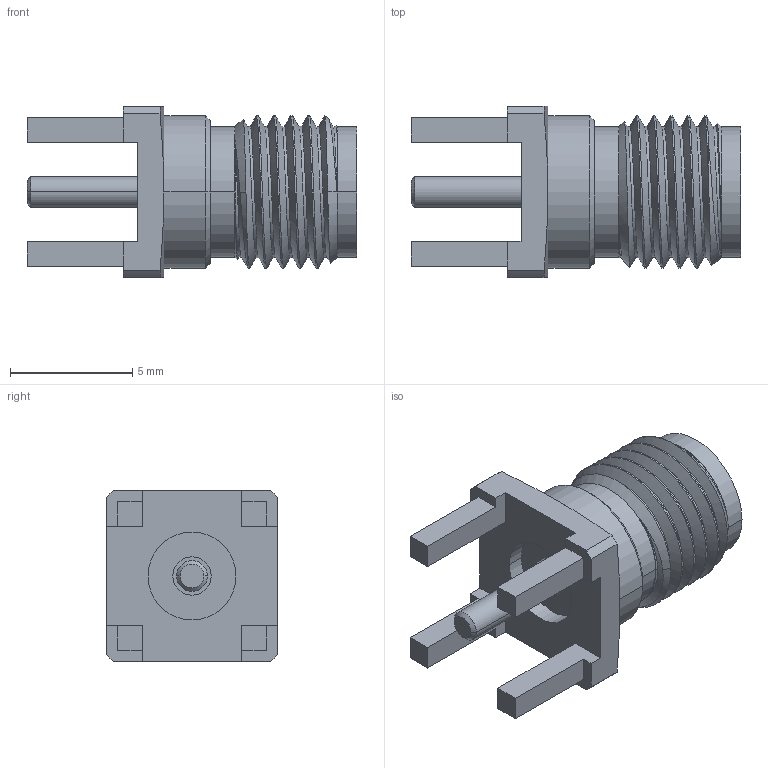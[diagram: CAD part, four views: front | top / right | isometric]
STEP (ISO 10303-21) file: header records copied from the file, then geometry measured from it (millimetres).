
FILE_DESCRIPTION (( 'STEP AP203' ), '1' );
FILE_NAME ('60312002114503.STEP', '2018-03-09T00:24:32', ( '' ), ( '' ), 'SwSTEP 2.0', 'SolidWorks 2016', '' );
FILE_SCHEMA (( 'CONFIG_CONTROL_DESIGN' ));
Length unit declared in the file: millimetre
Products named in the file (1): 60312002114503
Bounding box: 13.5 x 7 x 7 mm (x, y, z)
Volume: 245.6 mm3; surface area: 479 mm2
Topology: 1 solids, 1 shells, 119 faces, 298 edges, 187 vertices
Faces by surface type: plane 53, cylinder 34, cone 29, bspline 3
Entity records: 4646 total; most frequent: CARTESIAN_POINT 1828, ORIENTED_EDGE 592, DIRECTION 552, EDGE_CURVE 296, AXIS2_PLACEMENT_3D 205, VERTEX_POINT 187, VECTOR 142, LINE 142
